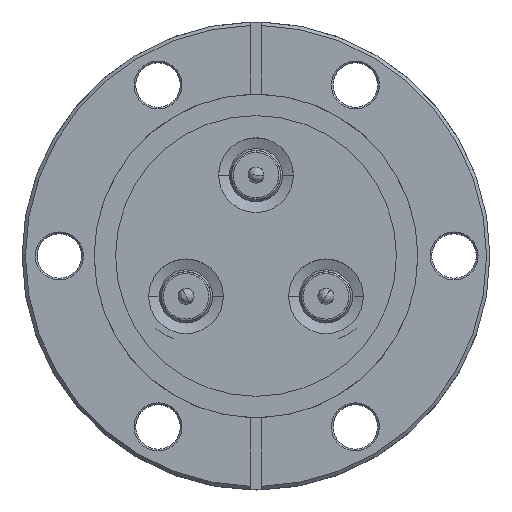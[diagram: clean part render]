
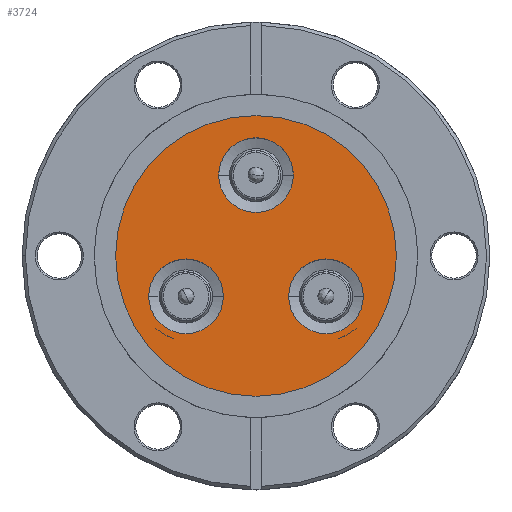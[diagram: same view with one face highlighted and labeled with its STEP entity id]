
A CAD part, top view. The second image highlights one B-rep face of the part: STEP entity #3724.
In plain terms, the highlighted planar face has unit normal (0, 0, 1).
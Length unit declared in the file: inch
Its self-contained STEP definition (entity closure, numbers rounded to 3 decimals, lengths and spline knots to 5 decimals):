
#253 = EDGE_CURVE ( 'NONE', #6976, #6979, #3645, .T. ) ;
#594 = CARTESIAN_POINT ( 'NONE',  ( 0.7023, -0.37325, 0.2875 ) ) ;
#597 = CARTESIAN_POINT ( 'NONE',  ( -0.37199, -0.43237, 0.2875 ) ) ;
#599 = CARTESIAN_POINT ( 'NONE',  ( 0.59991, -0.43237, 0.2875 ) ) ;
#600 = CARTESIAN_POINT ( 'NONE',  ( -0.47439, -0.37325, 0.2875 ) ) ;
#871 = AXIS2_PLACEMENT_3D ( 'NONE', #7835, #7836, #7837 ) ;
#875 = AXIS2_PLACEMENT_3D ( 'NONE', #7814, #7815, #7816 ) ;
#1036 = AXIS2_PLACEMENT_3D ( 'NONE', #9177, #9178, #9179 ) ;
#1193 = CARTESIAN_POINT ( 'NONE',  ( -0.71104, 0.05255, 0.2875 ) ) ;
#1235 = CARTESIAN_POINT ( 'NONE',  ( 0.33346, 0.52755, 0.2875 ) ) ;
#1243 = CARTESIAN_POINT ( 'NONE',  ( -0.10554, 0.52755, 0.2875 ) ) ;
#1251 = CARTESIAN_POINT ( 'NONE',  ( 0.52532, -0.40445, 0.2875 ) ) ;
#1258 = CARTESIAN_POINT ( 'NONE',  ( 0.52532, 0.03455, 0.2875 ) ) ;
#1270 = CARTESIAN_POINT ( 'NONE',  ( -0.29741, -0.40445, 0.2875 ) ) ;
#1272 = CARTESIAN_POINT ( 'NONE',  ( 0.93896, 0.05255, 0.2875 ) ) ;
#1286 = CARTESIAN_POINT ( 'NONE',  ( -0.29741, 0.03455, 0.2875 ) ) ;
#1461 = AXIS2_PLACEMENT_3D ( 'NONE', #9327, #9328, #9329 ) ;
#1511 = AXIS2_PLACEMENT_3D ( 'NONE', #6301, #6302, #6303 ) ;
#1512 = AXIS2_PLACEMENT_3D ( 'NONE', #6298, #6299, #6300 ) ;
#1514 = AXIS2_PLACEMENT_3D ( 'NONE', #6173, #6174, #6175 ) ;
#1515 = AXIS2_PLACEMENT_3D ( 'NONE', #6168, #6169, #6170 ) ;
#1527 = AXIS2_PLACEMENT_3D ( 'NONE', #4113, #4114, #4115 ) ;
#3555 = FACE_BOUND ( 'NONE', #10472, .T. ) ;
#3556 = FACE_BOUND ( 'NONE', #10436, .T. ) ;
#3557 = FACE_BOUND ( 'NONE', #10468, .T. ) ;
#3560 = FACE_OUTER_BOUND ( 'NONE', #10466, .T. ) ;
#3569 = FACE_BOUND ( 'NONE', #10463, .T. ) ;
#3573 = FACE_BOUND ( 'NONE', #10470, .T. ) ;
#3645 = CIRCLE ( 'NONE', #8427, 0.25 ) ;
#3724 = ADVANCED_FACE ( 'NONE', ( #3569, #3556, #3560, #3557, #3573, #3555 ), #9949, .T. ) ;
#4113 = CARTESIAN_POINT ( 'NONE',  ( -0.29741, -0.18495, 0.2875 ) ) ;
#4114 = DIRECTION ( 'NONE',  ( 0., 0., 1. ) ) ;
#4115 = DIRECTION ( 'NONE',  ( 1., 0., 0. ) ) ;
#5240 = CARTESIAN_POINT ( 'NONE',  ( 0.11396, 0.52755, 0.2875 ) ) ;
#5241 = DIRECTION ( 'NONE',  ( 0., 0., -1. ) ) ;
#5242 = DIRECTION ( 'NONE',  ( -1., 0., 0. ) ) ;
#5249 = CARTESIAN_POINT ( 'NONE',  ( 0.52532, -0.18495, 0.2875 ) ) ;
#5250 = DIRECTION ( 'NONE',  ( 0., 0., -1. ) ) ;
#5251 = DIRECTION ( 'NONE',  ( 0., 1., 0. ) ) ;
#5294 = EDGE_CURVE ( 'NONE', #6589, #6635, #9632, .T. ) ;
#5303 = EDGE_CURVE ( 'NONE', #6637, #6643, #9651, .T. ) ;
#5791 = ORIENTED_EDGE ( 'NONE', *, *, #6094, .T. ) ;
#5792 = ORIENTED_EDGE ( 'NONE', *, *, #10836, .T. ) ;
#5793 = ORIENTED_EDGE ( 'NONE', *, *, #6102, .T. ) ;
#5794 = ORIENTED_EDGE ( 'NONE', *, *, #10840, .T. ) ;
#5795 = ORIENTED_EDGE ( 'NONE', *, *, #6033, .T. ) ;
#5796 = ORIENTED_EDGE ( 'NONE', *, *, #5294, .T. ) ;
#5797 = ORIENTED_EDGE ( 'NONE', *, *, #5984, .T. ) ;
#5798 = ORIENTED_EDGE ( 'NONE', *, *, #6101, .T. ) ;
#5799 = ORIENTED_EDGE ( 'NONE', *, *, #6095, .T. ) ;
#5800 = ORIENTED_EDGE ( 'NONE', *, *, #5303, .T. ) ;
#5801 = ORIENTED_EDGE ( 'NONE', *, *, #6078, .T. ) ;
#5802 = ORIENTED_EDGE ( 'NONE', *, *, #253, .T. ) ;
#5984 = EDGE_CURVE ( 'NONE', #6973, #6978, #9828, .T. ) ;
#6033 = EDGE_CURVE ( 'NONE', #6635, #6589, #9881, .T. ) ;
#6078 = EDGE_CURVE ( 'NONE', #6979, #6976, #10871, .T. ) ;
#6094 = EDGE_CURVE ( 'NONE', #6616, #6614, #10895, .T. ) ;
#6095 = EDGE_CURVE ( 'NONE', #6643, #6637, #10885, .T. ) ;
#6101 = EDGE_CURVE ( 'NONE', #6978, #6973, #10900, .T. ) ;
#6102 = EDGE_CURVE ( 'NONE', #6626, #6621, #10892, .T. ) ;
#6168 = CARTESIAN_POINT ( 'NONE',  ( 0.11396, 0.52755, 0.2875 ) ) ;
#6169 = DIRECTION ( 'NONE',  ( 0., 0., -1. ) ) ;
#6170 = DIRECTION ( 'NONE',  ( -1., 0., 0. ) ) ;
#6173 = CARTESIAN_POINT ( 'NONE',  ( -0.29741, -0.18495, 0.2875 ) ) ;
#6174 = DIRECTION ( 'NONE',  ( 0., 0., -1. ) ) ;
#6175 = DIRECTION ( 'NONE',  ( 0., 1., 0. ) ) ;
#6298 = CARTESIAN_POINT ( 'NONE',  ( 0.52532, -0.18495, 0.2875 ) ) ;
#6299 = DIRECTION ( 'NONE',  ( 0., 0., 1. ) ) ;
#6300 = DIRECTION ( 'NONE',  ( 1., 0., 0. ) ) ;
#6301 = CARTESIAN_POINT ( 'NONE',  ( 0.52532, -0.18495, 0.2875 ) ) ;
#6302 = DIRECTION ( 'NONE',  ( 0., 0., -1. ) ) ;
#6303 = DIRECTION ( 'NONE',  ( 0., 1., 0. ) ) ;
#6589 = VERTEX_POINT ( 'NONE', #1193 ) ;
#6614 = VERTEX_POINT ( 'NONE', #1235 ) ;
#6616 = VERTEX_POINT ( 'NONE', #1243 ) ;
#6621 = VERTEX_POINT ( 'NONE', #1251 ) ;
#6626 = VERTEX_POINT ( 'NONE', #1258 ) ;
#6635 = VERTEX_POINT ( 'NONE', #1272 ) ;
#6637 = VERTEX_POINT ( 'NONE', #1270 ) ;
#6643 = VERTEX_POINT ( 'NONE', #1286 ) ;
#6973 = VERTEX_POINT ( 'NONE', #594 ) ;
#6976 = VERTEX_POINT ( 'NONE', #597 ) ;
#6978 = VERTEX_POINT ( 'NONE', #599 ) ;
#6979 = VERTEX_POINT ( 'NONE', #600 ) ;
#7814 = CARTESIAN_POINT ( 'NONE',  ( 0.11396, 0.05255, 0.2875 ) ) ;
#7815 = DIRECTION ( 'NONE',  ( 0., 0., 1. ) ) ;
#7816 = DIRECTION ( 'NONE',  ( 1., 0., 0. ) ) ;
#7835 = CARTESIAN_POINT ( 'NONE',  ( -0.29741, -0.18495, 0.2875 ) ) ;
#7836 = DIRECTION ( 'NONE',  ( 0., 0., -1. ) ) ;
#7837 = DIRECTION ( 'NONE',  ( 0., 1., 0. ) ) ;
#8230 = AXIS2_PLACEMENT_3D ( 'NONE', #9948, #9953, #9945 ) ;
#8427 = AXIS2_PLACEMENT_3D ( 'NONE', #10123, #10118, #10119 ) ;
#8709 = AXIS2_PLACEMENT_3D ( 'NONE', #5240, #5241, #5242 ) ;
#8711 = AXIS2_PLACEMENT_3D ( 'NONE', #5249, #5250, #5251 ) ;
#9177 = CARTESIAN_POINT ( 'NONE',  ( 0.52965, -0.19245, 0.2875 ) ) ;
#9178 = DIRECTION ( 'NONE',  ( 0., 0., -1. ) ) ;
#9179 = DIRECTION ( 'NONE',  ( 1., 0., 0. ) ) ;
#9327 = CARTESIAN_POINT ( 'NONE',  ( 0.11396, 0.05255, 0.2875 ) ) ;
#9328 = DIRECTION ( 'NONE',  ( 0., 0., 1. ) ) ;
#9329 = DIRECTION ( 'NONE',  ( 1., 0., 0. ) ) ;
#9580 = CIRCLE ( 'NONE', #8709, 0.2195 ) ;
#9583 = CIRCLE ( 'NONE', #8711, 0.2195 ) ;
#9632 = CIRCLE ( 'NONE', #875, 0.825 ) ;
#9651 = CIRCLE ( 'NONE', #871, 0.2195 ) ;
#9828 = CIRCLE ( 'NONE', #1036, 0.25 ) ;
#9881 = CIRCLE ( 'NONE', #1461, 0.825 ) ;
#9945 = DIRECTION ( 'NONE',  ( 0., -1., 0. ) ) ;
#9948 = CARTESIAN_POINT ( 'NONE',  ( -0.08424, -0.05918, 0.2875 ) ) ;
#9949 = PLANE ( 'NONE',  #8230 ) ;
#9953 = DIRECTION ( 'NONE',  ( 0., 0., 1. ) ) ;
#10118 = DIRECTION ( 'NONE',  ( 0., 0., -1. ) ) ;
#10119 = DIRECTION ( 'NONE',  ( 1., 0., 0. ) ) ;
#10123 = CARTESIAN_POINT ( 'NONE',  ( -0.30174, -0.19245, 0.2875 ) ) ;
#10436 = EDGE_LOOP ( 'NONE', ( #5793, #5794 ) ) ;
#10463 = EDGE_LOOP ( 'NONE', ( #5791, #5792 ) ) ;
#10466 = EDGE_LOOP ( 'NONE', ( #5795, #5796 ) ) ;
#10468 = EDGE_LOOP ( 'NONE', ( #5797, #5798 ) ) ;
#10470 = EDGE_LOOP ( 'NONE', ( #5799, #5800 ) ) ;
#10472 = EDGE_LOOP ( 'NONE', ( #5801, #5802 ) ) ;
#10836 = EDGE_CURVE ( 'NONE', #6614, #6616, #9580, .T. ) ;
#10840 = EDGE_CURVE ( 'NONE', #6621, #6626, #9583, .T. ) ;
#10871 = CIRCLE ( 'NONE', #1527, 0.25842 ) ;
#10885 = CIRCLE ( 'NONE', #1514, 0.2195 ) ;
#10892 = CIRCLE ( 'NONE', #1511, 0.2195 ) ;
#10895 = CIRCLE ( 'NONE', #1515, 0.2195 ) ;
#10900 = CIRCLE ( 'NONE', #1512, 0.25842 ) ;
